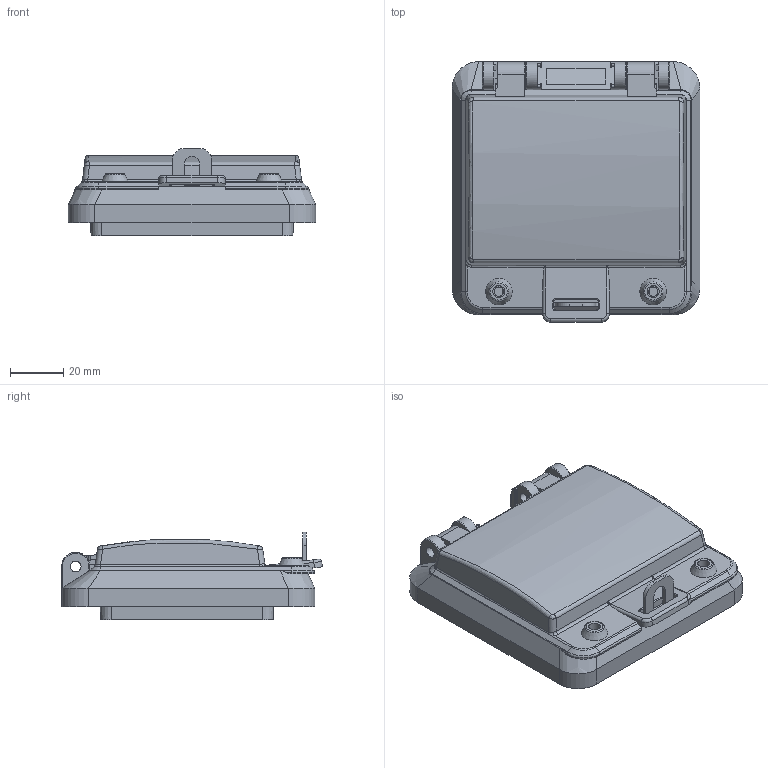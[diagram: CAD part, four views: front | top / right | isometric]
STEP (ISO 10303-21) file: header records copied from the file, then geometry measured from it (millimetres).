
FILE_DESCRIPTION(/* description */ (''),/* implementation_level */ '2;1');
FILE_NAME(/* name */ '4.stp',/* time_stamp */ '2023-08-05T16:49:44+08:00',/* author */ (''),/* organization */ (''),/* preprocessor_version */ 'ST-DEVELOPER v16.7',/* originating_system */ 'SIEMENS PLM Software NX 12.0',/* authorisation */ '');
FILE_SCHEMA (('AP203_CONFIGURATION_CONTROLLED_3D_DESIGN_OF_MECHANICAL_PARTS_AND_ASSEMBLIES_MIM_LF { 1 0 10303 403 2 1 2}'));
Length unit declared in the file: millimetre
Products named in the file (1): 17E042423w8yw
Bounding box: 93.1 x 98 x 32.93 mm (x, y, z)
Volume: 63660.8 mm3; surface area: 59869.5 mm2
Topology: 2 solids, 2 shells, 760 faces, 2097 edges, 1351 vertices
Faces by surface type: plane 476, cylinder 184, bspline 48, cone 26, torus 22, sphere 4
Full cylindrical faces by diameter (mm): 1.5 x4, 3 x1, 3.2 x4, 3.5 x2, 4.05 x4, 4.5 x2, 6.5 x2
Entity records: 24879 total; most frequent: CARTESIAN_POINT 5539, ORIENTED_EDGE 4114, DIRECTION 3849, EDGE_CURVE 2057, LINE 1483, VECTOR 1483, VERTEX_POINT 1336, AXIS2_PLACEMENT_3D 1183
